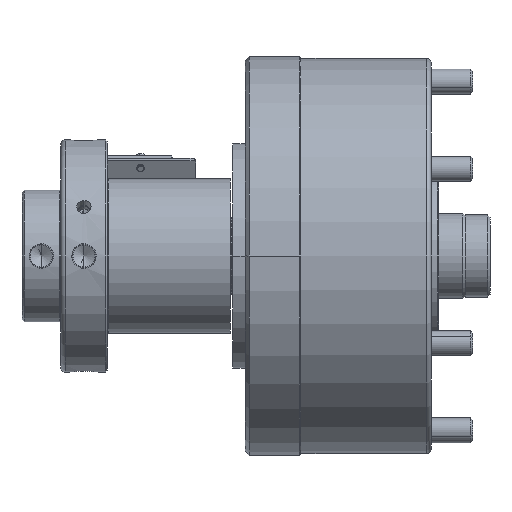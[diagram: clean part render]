
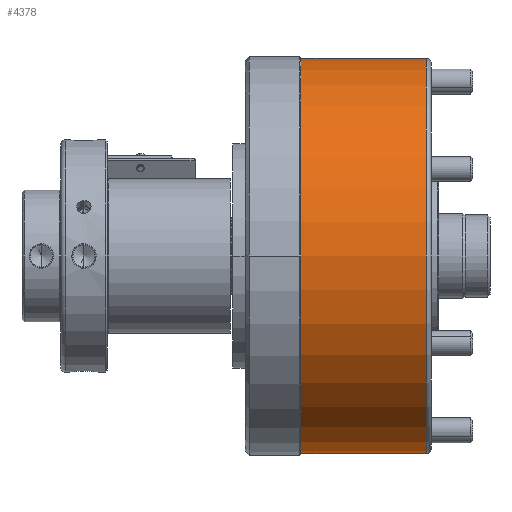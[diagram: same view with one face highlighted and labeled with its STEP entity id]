
A CAD part, front view. The second image highlights one B-rep face of the part: STEP entity #4378.
In plain terms, the highlighted cylindrical face has radius 127.5 mm (diameter 255 mm), a partial arc.
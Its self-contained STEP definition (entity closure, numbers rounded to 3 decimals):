
#1457 = AXIS2_PLACEMENT_3D ( 'NONE', #10873, #10872, #10885 ) ;
#1838 = CARTESIAN_POINT ( 'NONE',  ( 10., 0., 127.5 ) ) ;
#2585 = VERTEX_POINT ( 'NONE', #10016 ) ;
#3823 = AXIS2_PLACEMENT_3D ( 'NONE', #6483, #6481, #6460 ) ;
#4016 = CARTESIAN_POINT ( 'NONE',  ( 10., 0., -127.5 ) ) ;
#4051 = VERTEX_POINT ( 'NONE', #13007 ) ;
#4374 = CYLINDRICAL_SURFACE ( 'NONE', #1457, 127.5 ) ;
#4378 = ADVANCED_FACE ( 'NONE', ( #4412 ), #4374, .T. ) ;
#4412 = FACE_OUTER_BOUND ( 'NONE', #12011, .T. ) ;
#5328 = CIRCLE ( 'NONE', #3823, 127.5 ) ;
#5531 = AXIS2_PLACEMENT_3D ( 'NONE', #7627, #7596, #7594 ) ;
#6077 = CIRCLE ( 'NONE', #5531, 127.5 ) ;
#6460 = DIRECTION ( 'NONE',  ( 0., 0., 1. ) ) ;
#6481 = DIRECTION ( 'NONE',  ( -1., 0., 0. ) ) ;
#6483 = CARTESIAN_POINT ( 'NONE',  ( 91., 0., 0. ) ) ;
#6539 = DIRECTION ( 'NONE',  ( -1., 0., 0. ) ) ;
#6579 = CARTESIAN_POINT ( 'NONE',  ( 0., 0., -127.5 ) ) ;
#7305 = LINE ( 'NONE', #6579, #7427 ) ;
#7427 = VECTOR ( 'NONE', #6539, 1000. ) ;
#7594 = DIRECTION ( 'NONE',  ( 0., 0., 1. ) ) ;
#7596 = DIRECTION ( 'NONE',  ( -1., 0., 0. ) ) ;
#7627 = CARTESIAN_POINT ( 'NONE',  ( 10., 0., 0. ) ) ;
#7716 = EDGE_CURVE ( 'NONE', #8374, #10270, #6077, .T. ) ;
#7955 = EDGE_CURVE ( 'NONE', #2585, #4051, #5328, .T. ) ;
#8374 = VERTEX_POINT ( 'NONE', #4016 ) ;
#9444 = CARTESIAN_POINT ( 'NONE',  ( 0., 0., 127.5 ) ) ;
#9467 = ORIENTED_EDGE ( 'NONE', *, *, #12436, .F. ) ;
#9665 = ORIENTED_EDGE ( 'NONE', *, *, #7955, .T. ) ;
#9785 = ORIENTED_EDGE ( 'NONE', *, *, #10572, .T. ) ;
#9870 = DIRECTION ( 'NONE',  ( -1., 0., 0. ) ) ;
#9984 = ORIENTED_EDGE ( 'NONE', *, *, #7716, .F. ) ;
#10016 = CARTESIAN_POINT ( 'NONE',  ( 91., 0., -127.5 ) ) ;
#10270 = VERTEX_POINT ( 'NONE', #1838 ) ;
#10572 = EDGE_CURVE ( 'NONE', #4051, #10270, #11867, .T. ) ;
#10872 = DIRECTION ( 'NONE',  ( -1., 0., 0. ) ) ;
#10873 = CARTESIAN_POINT ( 'NONE',  ( 0., 0., 0. ) ) ;
#10885 = DIRECTION ( 'NONE',  ( 0., 0., 1. ) ) ;
#11867 = LINE ( 'NONE', #9444, #11962 ) ;
#11962 = VECTOR ( 'NONE', #9870, 1000. ) ;
#12011 = EDGE_LOOP ( 'NONE', ( #9467, #9665, #9785, #9984 ) ) ;
#12436 = EDGE_CURVE ( 'NONE', #2585, #8374, #7305, .T. ) ;
#13007 = CARTESIAN_POINT ( 'NONE',  ( 91., 0., 127.5 ) ) ;
